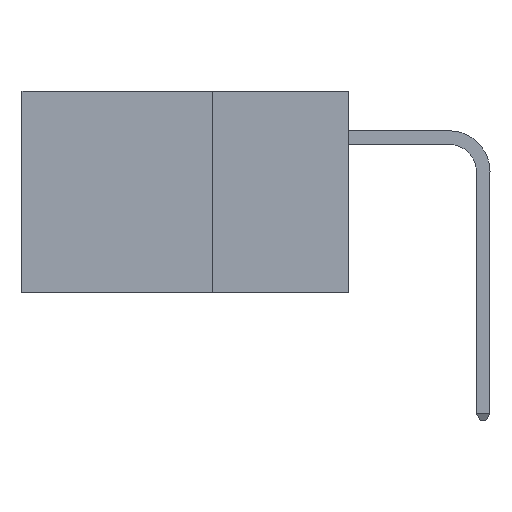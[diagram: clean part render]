
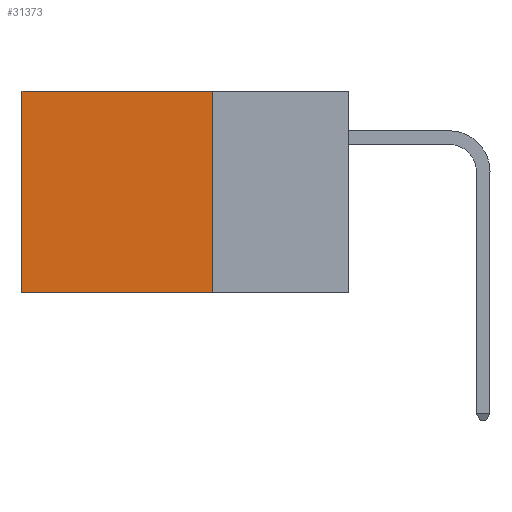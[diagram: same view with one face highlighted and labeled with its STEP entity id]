
A CAD part, left-side view. The second image highlights one B-rep face of the part: STEP entity #31373.
In plain terms, the highlighted planar face has unit normal (-1, 0, 0).
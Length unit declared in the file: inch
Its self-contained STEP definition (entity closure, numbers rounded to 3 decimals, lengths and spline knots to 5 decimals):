
#1666 = CARTESIAN_POINT ( 'NONE',  ( 0.2875, 0.25, 0. ) ) ;
#2504 = DIRECTION ( 'NONE',  ( 0., 0., -1. ) ) ;
#2545 = ORIENTED_EDGE ( 'NONE', *, *, #33876, .F. ) ;
#3476 = VECTOR ( 'NONE', #18023, 39.37008 ) ;
#3613 = VECTOR ( 'NONE', #4669, 39.37008 ) ;
#4151 = LINE ( 'NONE', #22075, #10617 ) ;
#4639 = VERTEX_POINT ( 'NONE', #4683 ) ;
#4669 = DIRECTION ( 'NONE',  ( 0., 0., -1. ) ) ;
#4683 = CARTESIAN_POINT ( 'NONE',  ( 0.2875, 0.25, 0. ) ) ;
#5764 = FACE_OUTER_BOUND ( 'NONE', #24054, .T. ) ;
#7921 = DIRECTION ( 'NONE',  ( 0., 0., -1. ) ) ;
#9342 = VERTEX_POINT ( 'NONE', #23615 ) ;
#10617 = VECTOR ( 'NONE', #15859, 39.37008 ) ;
#11264 = PLANE ( 'NONE',  #15896 ) ;
#11312 = VERTEX_POINT ( 'NONE', #32374 ) ;
#11408 = LINE ( 'NONE', #1666, #22798 ) ;
#12360 = LINE ( 'NONE', #36111, #3613 ) ;
#13590 = EDGE_CURVE ( 'NONE', #4639, #11312, #11408, .T. ) ;
#15859 = DIRECTION ( 'NONE',  ( 0., 1., 0. ) ) ;
#15896 = AXIS2_PLACEMENT_3D ( 'NONE', #37504, #20073, #2504 ) ;
#17239 = LINE ( 'NONE', #32636, #3476 ) ;
#18023 = DIRECTION ( 'NONE',  ( 0., 1., 0. ) ) ;
#20073 = DIRECTION ( 'NONE',  ( 1., 0., 0. ) ) ;
#22075 = CARTESIAN_POINT ( 'NONE',  ( 0.2875, 0.25, -0.37 ) ) ;
#22798 = VECTOR ( 'NONE', #7921, 39.37008 ) ;
#23615 = CARTESIAN_POINT ( 'NONE',  ( 0.2875, 0.6, 0. ) ) ;
#24054 = EDGE_LOOP ( 'NONE', ( #37691, #2545, #34087, #29246 ) ) ;
#29246 = ORIENTED_EDGE ( 'NONE', *, *, #37078, .T. ) ;
#31373 = ADVANCED_FACE ( 'NONE', ( #5764 ), #11264, .F. ) ;
#32374 = CARTESIAN_POINT ( 'NONE',  ( 0.2875, 0.25, -0.37 ) ) ;
#32636 = CARTESIAN_POINT ( 'NONE',  ( 0.2875, 0.25, 0. ) ) ;
#33433 = VERTEX_POINT ( 'NONE', #37641 ) ;
#33876 = EDGE_CURVE ( 'NONE', #11312, #33433, #4151, .T. ) ;
#34087 = ORIENTED_EDGE ( 'NONE', *, *, #13590, .F. ) ;
#34822 = EDGE_CURVE ( 'NONE', #9342, #33433, #12360, .T. ) ;
#36111 = CARTESIAN_POINT ( 'NONE',  ( 0.2875, 0.6, 0. ) ) ;
#37078 = EDGE_CURVE ( 'NONE', #4639, #9342, #17239, .T. ) ;
#37504 = CARTESIAN_POINT ( 'NONE',  ( 0.2875, 0.25, 0. ) ) ;
#37641 = CARTESIAN_POINT ( 'NONE',  ( 0.2875, 0.6, -0.37 ) ) ;
#37691 = ORIENTED_EDGE ( 'NONE', *, *, #34822, .T. ) ;
